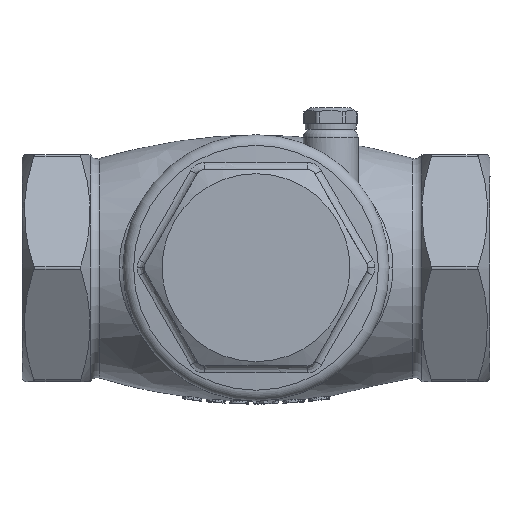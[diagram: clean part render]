
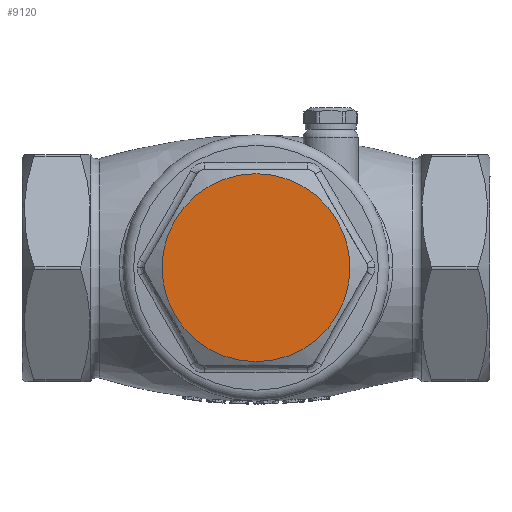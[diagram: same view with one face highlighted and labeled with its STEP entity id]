
A CAD part, top view. The second image highlights one B-rep face of the part: STEP entity #9120.
In plain terms, the highlighted planar face has unit normal (0, 0, 1).
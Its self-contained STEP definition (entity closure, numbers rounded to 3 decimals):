
#9080=CARTESIAN_POINT('',(24.,0.,0.));
#9081=VERTEX_POINT('',#9080);
#9082=CARTESIAN_POINT('',(0.0,0.0,0.));
#9083=DIRECTION('',(0.0,0.0,-1.0));
#9084=DIRECTION('',(1.0,0.0,0.0));
#9085=AXIS2_PLACEMENT_3D('',#9082,#9083,#9084);
#9086=CIRCLE('',#9085,24.);
#9087=EDGE_CURVE('',#9081,#9081,#9086,.T.);
#9112=CARTESIAN_POINT('',(0.0,0.0,0.));
#9113=DIRECTION('',(0.0,0.0,-1.0));
#9114=DIRECTION('',(-1.0,0.0,0.0));
#9115=AXIS2_PLACEMENT_3D('',#9112,#9113,#9114);
#9116=PLANE('',#9115);
#9117=ORIENTED_EDGE('',*,*,#9087,.F.);
#9118=EDGE_LOOP('',(#9117));
#9119=FACE_OUTER_BOUND('',#9118,.T.);
#9120=ADVANCED_FACE('',(#9119),#9116,.F.);
